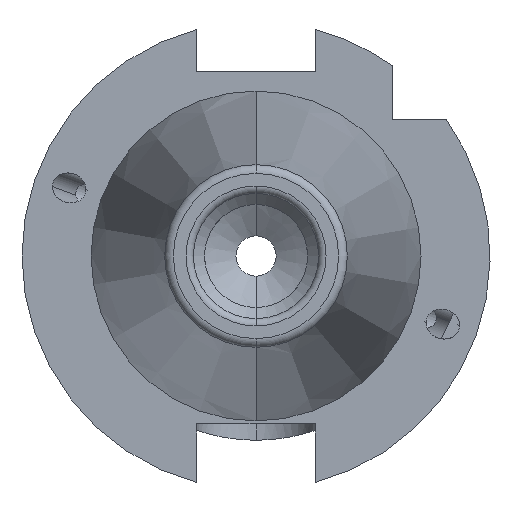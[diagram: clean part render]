
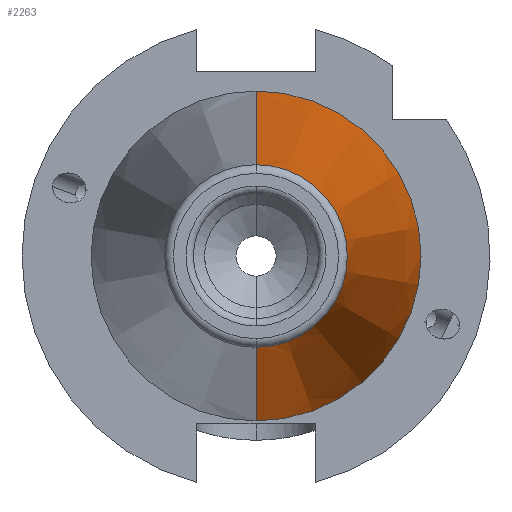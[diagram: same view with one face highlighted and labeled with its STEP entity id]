
A CAD part, left-side view. The second image highlights one B-rep face of the part: STEP entity #2263.
In plain terms, the highlighted conical face has half-angle 8.297 degrees and reference radius 22.4 mm.
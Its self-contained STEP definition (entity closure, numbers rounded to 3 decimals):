
#72 = CARTESIAN_POINT ( 'NONE',  ( 1.2, 0., 22.4 ) ) ;
#378 = CIRCLE ( 'NONE', #8112, 12.4 ) ;
#520 = DIRECTION ( 'NONE',  ( 1., 0., 0. ) ) ;
#538 = VECTOR ( 'NONE', #4729, 1000. ) ;
#1235 = DIRECTION ( 'NONE',  ( 1., 0., 0. ) ) ;
#1298 = DIRECTION ( 'NONE',  ( 0., 0., -1. ) ) ;
#2058 = CARTESIAN_POINT ( 'NONE',  ( 1.2, 0., 0. ) ) ;
#2263 = ADVANCED_FACE ( 'NONE', ( #7506 ), #2340, .T. ) ;
#2276 = VERTEX_POINT ( 'NONE', #5772 ) ;
#2340 = CONICAL_SURFACE ( 'NONE', #8167, 22.4, 0.145 ) ;
#2345 = ORIENTED_EDGE ( 'NONE', *, *, #5956, .T. ) ;
#2411 = EDGE_CURVE ( 'NONE', #2276, #2948, #378, .T. ) ;
#2491 = LINE ( 'NONE', #9700, #538 ) ;
#2812 = DIRECTION ( 'NONE',  ( 0., 0., 1. ) ) ;
#2948 = VERTEX_POINT ( 'NONE', #7609 ) ;
#3220 = DIRECTION ( 'NONE',  ( 0.99, 0., -0.144 ) ) ;
#3504 = EDGE_LOOP ( 'NONE', ( #7770, #7361, #2345, #7413 ) ) ;
#3556 = LINE ( 'NONE', #8852, #7806 ) ;
#4041 = VERTEX_POINT ( 'NONE', #7522 ) ;
#4729 = DIRECTION ( 'NONE',  ( 0.99, 0., 0.144 ) ) ;
#5742 = CARTESIAN_POINT ( 'NONE',  ( -67.373, 0., 0. ) ) ;
#5772 = CARTESIAN_POINT ( 'NONE',  ( -67.373, 0., 12.4 ) ) ;
#5809 = CARTESIAN_POINT ( 'NONE',  ( 1.2, 0., 0. ) ) ;
#5956 = EDGE_CURVE ( 'NONE', #2948, #4041, #3556, .T. ) ;
#6578 = DIRECTION ( 'NONE',  ( 0., 0., 1. ) ) ;
#7069 = EDGE_CURVE ( 'NONE', #2276, #8822, #2491, .T. ) ;
#7361 = ORIENTED_EDGE ( 'NONE', *, *, #2411, .T. ) ;
#7371 = AXIS2_PLACEMENT_3D ( 'NONE', #2058, #7534, #2812 ) ;
#7413 = ORIENTED_EDGE ( 'NONE', *, *, #7871, .T. ) ;
#7506 = FACE_OUTER_BOUND ( 'NONE', #3504, .T. ) ;
#7522 = CARTESIAN_POINT ( 'NONE',  ( 1.2, 0., -22.4 ) ) ;
#7534 = DIRECTION ( 'NONE',  ( -1., 0., 0. ) ) ;
#7609 = CARTESIAN_POINT ( 'NONE',  ( -67.373, 0., -12.4 ) ) ;
#7770 = ORIENTED_EDGE ( 'NONE', *, *, #7069, .F. ) ;
#7806 = VECTOR ( 'NONE', #3220, 1000. ) ;
#7871 = EDGE_CURVE ( 'NONE', #4041, #8822, #8481, .T. ) ;
#8112 = AXIS2_PLACEMENT_3D ( 'NONE', #5742, #1235, #6578 ) ;
#8167 = AXIS2_PLACEMENT_3D ( 'NONE', #5809, #520, #1298 ) ;
#8481 = CIRCLE ( 'NONE', #7371, 22.4 ) ;
#8822 = VERTEX_POINT ( 'NONE', #72 ) ;
#8852 = CARTESIAN_POINT ( 'NONE',  ( 1.2, 0., -22.4 ) ) ;
#9700 = CARTESIAN_POINT ( 'NONE',  ( 1.2, 0., 22.4 ) ) ;
